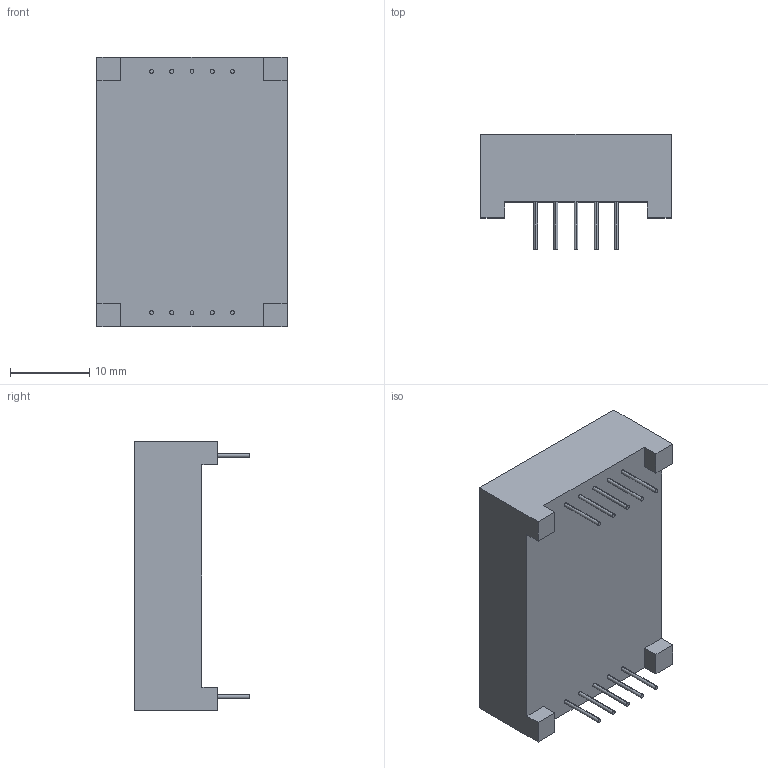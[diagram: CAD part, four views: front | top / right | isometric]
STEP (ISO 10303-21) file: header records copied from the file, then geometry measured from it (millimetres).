
FILE_DESCRIPTION (( 'STEP AP214' ), '1' );
FILE_NAME ('7SEG_1DIGIT_CA_1INCH.STEP', '2024-12-29T17:07:39', ( '' ), ( '' ), 'SwSTEP 2.0', 'SolidWorks 2023', '' );
FILE_SCHEMA (( 'AUTOMOTIVE_DESIGN' ));
Length unit declared in the file: millimetre
Products named in the file (1): 7SEG_1DIGIT_CA_1INCH
Bounding box: 24 x 14.5 x 34 mm (x, y, z)
Volume: 6937.8 mm3; surface area: 2894.7 mm2
Topology: 1 solids, 1 shells, 99 faces, 240 edges, 160 vertices
Faces by surface type: plane 79, cylinder 20
Entity records: 3447 total; most frequent: CARTESIAN_POINT 500, ORIENTED_EDGE 480, DIRECTION 480, EDGE_CURVE 240, VECTOR 200, LINE 200, VERTEX_POINT 160, AXIS2_PLACEMENT_3D 140
